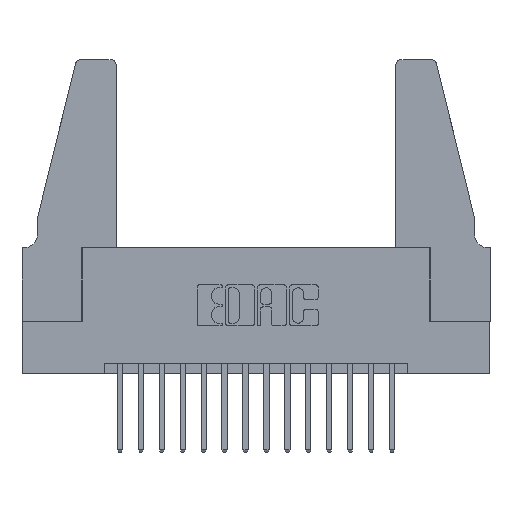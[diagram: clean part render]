
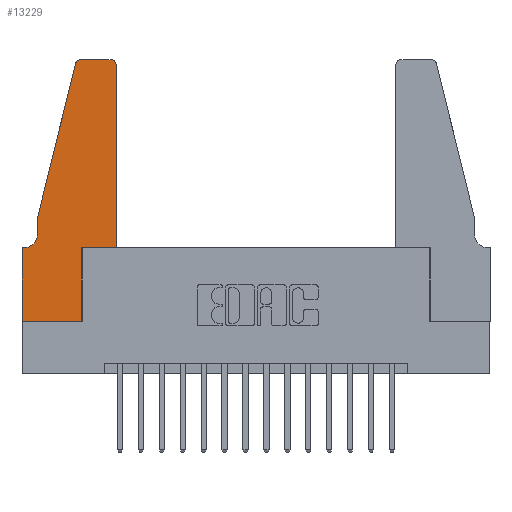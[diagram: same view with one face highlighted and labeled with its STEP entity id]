
A CAD part, top view. The second image highlights one B-rep face of the part: STEP entity #13229.
In plain terms, the highlighted planar face has unit normal (0, 0, 1).
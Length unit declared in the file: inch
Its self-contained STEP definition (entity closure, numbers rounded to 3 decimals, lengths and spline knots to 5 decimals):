
#153 = VECTOR ( 'NONE', #5476, 39.37008 ) ;
#276 = EDGE_CURVE ( 'NONE', #10006, #531, #14367, .T. ) ;
#436 = CIRCLE ( 'NONE', #14775, 0.07 ) ;
#531 = VERTEX_POINT ( 'NONE', #8988 ) ;
#616 = LINE ( 'NONE', #15740, #153 ) ;
#652 = DIRECTION ( 'NONE',  ( -1., 0., 0. ) ) ;
#666 = CARTESIAN_POINT ( 'NONE',  ( 0., 0., 0.37 ) ) ;
#754 = CARTESIAN_POINT ( 'NONE',  ( 0.0755, 0.5, 0.37 ) ) ;
#804 = AXIS2_PLACEMENT_3D ( 'NONE', #13946, #6219, #15247 ) ;
#845 = DIRECTION ( 'NONE',  ( 0., 0., 1. ) ) ;
#1219 = EDGE_CURVE ( 'NONE', #9445, #7804, #8827, .T. ) ;
#1435 = CARTESIAN_POINT ( 'NONE',  ( 0.0755, 0.35, 0.37 ) ) ;
#1685 = LINE ( 'NONE', #8244, #14732 ) ;
#2078 = CARTESIAN_POINT ( 'NONE',  ( 0.4505, 0.35, 0.37 ) ) ;
#2098 = LINE ( 'NONE', #2799, #12051 ) ;
#2531 = LINE ( 'NONE', #1435, #8994 ) ;
#2536 = VERTEX_POINT ( 'NONE', #13380 ) ;
#2614 = VERTEX_POINT ( 'NONE', #2078 ) ;
#2799 = CARTESIAN_POINT ( 'NONE',  ( 0.4505, 0.35, 0.37 ) ) ;
#2816 = ORIENTED_EDGE ( 'NONE', *, *, #9631, .T. ) ;
#3063 = FACE_OUTER_BOUND ( 'NONE', #10210, .T. ) ;
#3524 = EDGE_CURVE ( 'NONE', #12646, #10006, #616, .T. ) ;
#3653 = DIRECTION ( 'NONE',  ( 0., 1., 0. ) ) ;
#3817 = CARTESIAN_POINT ( 'NONE',  ( 0.4505, 0.35, 0.37 ) ) ;
#4024 = ORIENTED_EDGE ( 'NONE', *, *, #9227, .T. ) ;
#4141 = VERTEX_POINT ( 'NONE', #15669 ) ;
#4268 = VECTOR ( 'NONE', #15929, 39.37008 ) ;
#4292 = AXIS2_PLACEMENT_3D ( 'NONE', #4463, #845, #7357 ) ;
#4310 = CARTESIAN_POINT ( 'NONE',  ( 0.0055, 0.35, 0.37 ) ) ;
#4364 = EDGE_CURVE ( 'NONE', #2536, #4141, #1685, .T. ) ;
#4431 = DIRECTION ( 'NONE',  ( 0., 0., 1. ) ) ;
#4463 = CARTESIAN_POINT ( 'NONE',  ( 0.4205, 1.22, 0.37 ) ) ;
#4748 = DIRECTION ( 'NONE',  ( 1., 0., 0. ) ) ;
#5013 = VERTEX_POINT ( 'NONE', #14805 ) ;
#5264 = VECTOR ( 'NONE', #652, 39.37008 ) ;
#5476 = DIRECTION ( 'NONE',  ( -0.239, -0.971, 0. ) ) ;
#6074 = VERTEX_POINT ( 'NONE', #14382 ) ;
#6219 = DIRECTION ( 'NONE',  ( 0., 0., 1. ) ) ;
#6672 = LINE ( 'NONE', #12674, #10070 ) ;
#6721 = CARTESIAN_POINT ( 'NONE',  ( 0.0755, 0.5, 0.37 ) ) ;
#7218 = CARTESIAN_POINT ( 'NONE',  ( 0.2605, 1.25, 0.37 ) ) ;
#7314 = LINE ( 'NONE', #3817, #16838 ) ;
#7357 = DIRECTION ( 'NONE',  ( 1., 0., 0. ) ) ;
#7609 = CARTESIAN_POINT ( 'NONE',  ( 0.4505, 1.22, 0.37 ) ) ;
#7804 = VERTEX_POINT ( 'NONE', #14127 ) ;
#7832 = DIRECTION ( 'NONE',  ( 0., 0., -1. ) ) ;
#7895 = ORIENTED_EDGE ( 'NONE', *, *, #8250, .T. ) ;
#7939 = CIRCLE ( 'NONE', #804, 0.03 ) ;
#7943 = ORIENTED_EDGE ( 'NONE', *, *, #16686, .T. ) ;
#8148 = ORIENTED_EDGE ( 'NONE', *, *, #1219, .T. ) ;
#8244 = CARTESIAN_POINT ( 'NONE',  ( 0., 0., 0.37 ) ) ;
#8250 = EDGE_CURVE ( 'NONE', #4141, #5013, #14988, .T. ) ;
#8532 = EDGE_CURVE ( 'NONE', #531, #14978, #436, .T. ) ;
#8599 = LINE ( 'NONE', #7218, #5264 ) ;
#8827 = CIRCLE ( 'NONE', #4292, 0.03 ) ;
#8988 = CARTESIAN_POINT ( 'NONE',  ( 0.0755, 0.42, 0.37 ) ) ;
#8994 = VECTOR ( 'NONE', #11852, 39.37008 ) ;
#9227 = EDGE_CURVE ( 'NONE', #7804, #14346, #8599, .T. ) ;
#9445 = VERTEX_POINT ( 'NONE', #7609 ) ;
#9526 = ORIENTED_EDGE ( 'NONE', *, *, #14867, .T. ) ;
#9631 = EDGE_CURVE ( 'NONE', #14978, #2536, #2531, .T. ) ;
#9637 = EDGE_CURVE ( 'NONE', #6074, #2614, #2098, .T. ) ;
#10006 = VERTEX_POINT ( 'NONE', #754 ) ;
#10070 = VECTOR ( 'NONE', #3653, 39.37008 ) ;
#10210 = EDGE_LOOP ( 'NONE', ( #4024, #14948, #14947, #11315, #14774, #2816, #11582, #7895, #9526, #10561, #7943, #8148 ) ) ;
#10526 = DIRECTION ( 'NONE',  ( 1., 0., 0. ) ) ;
#10561 = ORIENTED_EDGE ( 'NONE', *, *, #9637, .T. ) ;
#10726 = AXIS2_PLACEMENT_3D ( 'NONE', #16004, #4431, #13462 ) ;
#10859 = DIRECTION ( 'NONE',  ( 0., -1., 0. ) ) ;
#11315 = ORIENTED_EDGE ( 'NONE', *, *, #276, .T. ) ;
#11527 = DIRECTION ( 'NONE',  ( 0., 1., 0. ) ) ;
#11582 = ORIENTED_EDGE ( 'NONE', *, *, #4364, .T. ) ;
#11852 = DIRECTION ( 'NONE',  ( -1., 0., 0. ) ) ;
#12051 = VECTOR ( 'NONE', #10526, 39.37008 ) ;
#12148 = PLANE ( 'NONE',  #10726 ) ;
#12646 = VERTEX_POINT ( 'NONE', #14631 ) ;
#12674 = CARTESIAN_POINT ( 'NONE',  ( 0.2865, 0.35, 0.37 ) ) ;
#13229 = ADVANCED_FACE ( 'NONE', ( #3063 ), #12148, .T. ) ;
#13380 = CARTESIAN_POINT ( 'NONE',  ( 0., 0.35, 0.37 ) ) ;
#13462 = DIRECTION ( 'NONE',  ( 1., 0., 0. ) ) ;
#13946 = CARTESIAN_POINT ( 'NONE',  ( 0.284, 1.22, 0.37 ) ) ;
#14127 = CARTESIAN_POINT ( 'NONE',  ( 0.4205, 1.25, 0.37 ) ) ;
#14346 = VERTEX_POINT ( 'NONE', #16865 ) ;
#14367 = LINE ( 'NONE', #6721, #4268 ) ;
#14382 = CARTESIAN_POINT ( 'NONE',  ( 0.2865, 0.35, 0.37 ) ) ;
#14631 = CARTESIAN_POINT ( 'NONE',  ( 0.25487, 1.22718, 0.37 ) ) ;
#14732 = VECTOR ( 'NONE', #10859, 39.37008 ) ;
#14774 = ORIENTED_EDGE ( 'NONE', *, *, #8532, .T. ) ;
#14775 = AXIS2_PLACEMENT_3D ( 'NONE', #15627, #7832, #16902 ) ;
#14805 = CARTESIAN_POINT ( 'NONE',  ( 0.2865, 0., 0.37 ) ) ;
#14867 = EDGE_CURVE ( 'NONE', #5013, #6074, #6672, .T. ) ;
#14947 = ORIENTED_EDGE ( 'NONE', *, *, #3524, .T. ) ;
#14948 = ORIENTED_EDGE ( 'NONE', *, *, #15945, .T. ) ;
#14978 = VERTEX_POINT ( 'NONE', #4310 ) ;
#14988 = LINE ( 'NONE', #666, #15804 ) ;
#15247 = DIRECTION ( 'NONE',  ( 1., 0., 0. ) ) ;
#15627 = CARTESIAN_POINT ( 'NONE',  ( 0.0055, 0.42, 0.37 ) ) ;
#15669 = CARTESIAN_POINT ( 'NONE',  ( 0., 0., 0.37 ) ) ;
#15740 = CARTESIAN_POINT ( 'NONE',  ( 0.0755, 0.5, 0.37 ) ) ;
#15804 = VECTOR ( 'NONE', #4748, 39.37008 ) ;
#15929 = DIRECTION ( 'NONE',  ( 0., -1., 0. ) ) ;
#15945 = EDGE_CURVE ( 'NONE', #14346, #12646, #7939, .T. ) ;
#16004 = CARTESIAN_POINT ( 'NONE',  ( 0., 0.35, 0.37 ) ) ;
#16686 = EDGE_CURVE ( 'NONE', #2614, #9445, #7314, .T. ) ;
#16838 = VECTOR ( 'NONE', #11527, 39.37008 ) ;
#16865 = CARTESIAN_POINT ( 'NONE',  ( 0.284, 1.25, 0.37 ) ) ;
#16902 = DIRECTION ( 'NONE',  ( -1., 0., 0. ) ) ;
